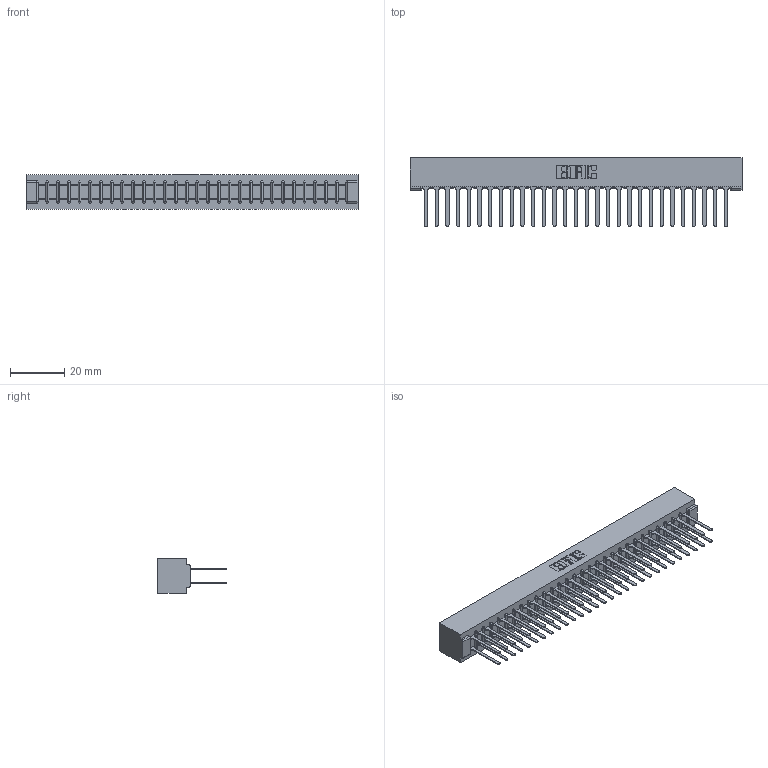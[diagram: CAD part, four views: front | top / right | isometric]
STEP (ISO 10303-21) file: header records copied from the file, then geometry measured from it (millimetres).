
FILE_DESCRIPTION (( 'STEP AP203' ), '1' );
FILE_NAME ('307-058-442-201.STEP', '2020-09-30T12:25:27', ( '' ), ( '' ), 'SwSTEP 2.0', 'SolidWorks 2020', '' );
FILE_SCHEMA (( 'CONFIG_CONTROL_DESIGN' ));
Length unit declared in the file: inch
Products named in the file (3): 307-290-001_542; 307-058-442-201; 307 Part_No Mounting Lugs
Assembly tree (59 placements, depth 2):
  307-058-442-201
    307 Part_No Mounting Lugs
    307-290-001_542  x58
Bounding box: 122.78 x 25.43 x 12.7 mm (x, y, z)
Volume: 13733.6 mm3; surface area: 18121.3 mm2
Topology: 59 solids, 59 shells, 2808 faces, 7839 edges, 5066 vertices
Faces by surface type: plane 1864, cylinder 884, sphere 60
Entity records: 27082 total; most frequent: CARTESIAN_POINT 4429, ORIENTED_EDGE 4386, DIRECTION 4343, EDGE_CURVE 2193, LINE 1679, VECTOR 1679, VERTEX_POINT 1418, AXIS2_PLACEMENT_3D 1332
